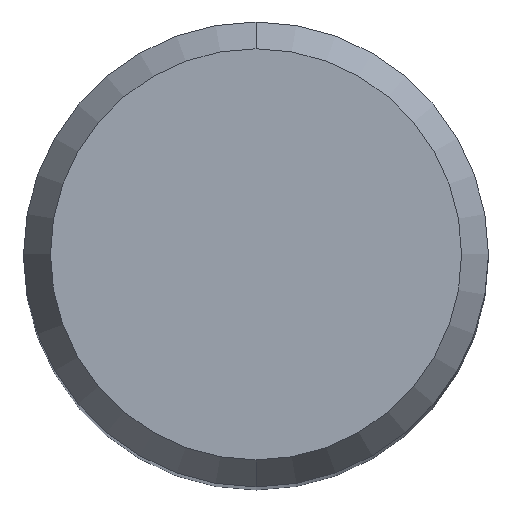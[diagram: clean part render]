
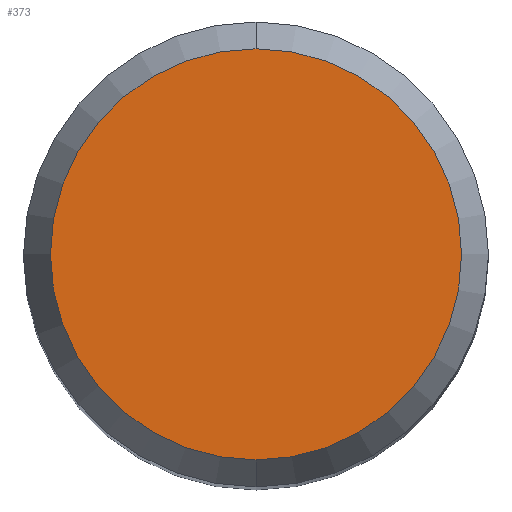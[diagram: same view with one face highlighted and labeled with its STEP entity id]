
A CAD part, top view. The second image highlights one B-rep face of the part: STEP entity #373.
In plain terms, the highlighted planar face has unit normal (0, 0, 1).
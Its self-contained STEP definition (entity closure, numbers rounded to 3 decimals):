
#271=VERTEX_POINT('',#573);
#283=EDGE_CURVE('',#271,#299,#587,.T.);
#299=VERTEX_POINT('',#603);
#303=EDGE_CURVE('',#299,#271,#607,.T.);
#373=ADVANCED_FACE('',(#684),#685,.T.);
#573=CARTESIAN_POINT('',(0.,-4.423,0.0));
#587=CIRCLE('',#1075,4.423);
#603=CARTESIAN_POINT('',(0.0,4.423,0.0));
#607=CIRCLE('',#1124,4.423);
#684=FACE_OUTER_BOUND('',#1241,.T.);
#685=PLANE('',#1242);
#1075=AXIS2_PLACEMENT_3D('',#1564,#1565,#1566);
#1124=AXIS2_PLACEMENT_3D('',#1574,#1575,#1576);
#1241=EDGE_LOOP('',(#1653,#1654));
#1242=AXIS2_PLACEMENT_3D('',#1655,#1656,#1657);
#1564=CARTESIAN_POINT('',(0.0,0.0,0.0));
#1565=DIRECTION('',(0.0,0.0,-1.0));
#1566=DIRECTION('',(0.0,1.0,0.0));
#1574=CARTESIAN_POINT('',(0.0,0.0,0.0));
#1575=DIRECTION('',(0.0,0.0,-1.0));
#1576=DIRECTION('',(0.0,1.0,0.0));
#1653=ORIENTED_EDGE('',*,*,#303,.F.);
#1654=ORIENTED_EDGE('',*,*,#283,.F.);
#1655=CARTESIAN_POINT('',(0.0,2.211,0.0));
#1656=DIRECTION('',(-0.0,0.0,1.0));
#1657=DIRECTION('',(0.0,-1.0,0.0));
